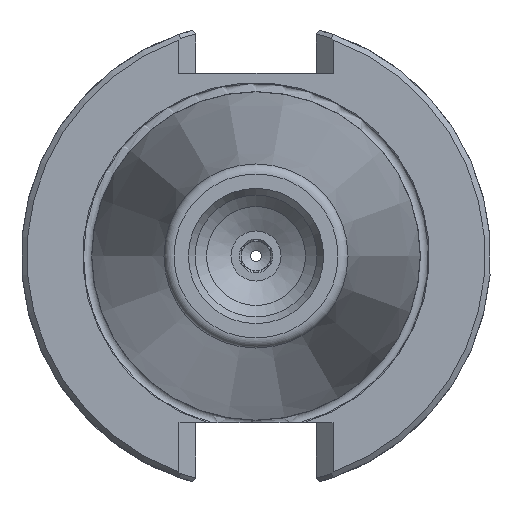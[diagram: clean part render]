
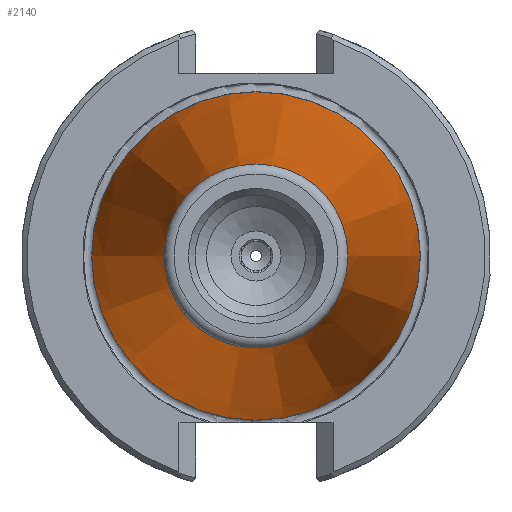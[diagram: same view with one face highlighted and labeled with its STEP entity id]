
A CAD part, left-side view. The second image highlights one B-rep face of the part: STEP entity #2140.
In plain terms, the highlighted conical face has half-angle 8.297 degrees and reference radius 17.248 mm.
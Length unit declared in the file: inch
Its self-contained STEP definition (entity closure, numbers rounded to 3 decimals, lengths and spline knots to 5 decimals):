
#107=CONICAL_SURFACE('',#2317,0.67904,8.297);
#464=FACE_BOUND('',#718,.T.);
#557=FACE_OUTER_BOUND('',#717,.T.);
#717=EDGE_LOOP('',(#1705));
#718=EDGE_LOOP('',(#1706));
#852=CIRCLE('',#2304,0.875);
#858=CIRCLE('',#2315,0.48982);
#1045=VERTEX_POINT('',#4218);
#1051=VERTEX_POINT('',#4235);
#1293=EDGE_CURVE('',#1045,#1045,#852,.T.);
#1299=EDGE_CURVE('',#1051,#1051,#858,.T.);
#1705=ORIENTED_EDGE('',*,*,#1293,.F.);
#1706=ORIENTED_EDGE('',*,*,#1299,.F.);
#2140=ADVANCED_FACE('',(#557,#464),#107,.T.);
#2304=AXIS2_PLACEMENT_3D('',#4219,#2698,#2699);
#2315=AXIS2_PLACEMENT_3D('',#4236,#2720,#2721);
#2317=AXIS2_PLACEMENT_3D('',#4238,#2724,#2725);
#2698=DIRECTION('center_axis',(1.,0.,0.));
#2699=DIRECTION('ref_axis',(0.,1.,0.));
#2720=DIRECTION('center_axis',(-1.,0.,0.));
#2721=DIRECTION('ref_axis',(0.,-1.,0.));
#2724=DIRECTION('center_axis',(1.,0.,0.));
#2725=DIRECTION('ref_axis',(0.,1.,0.));
#4218=CARTESIAN_POINT('',(0.,0.875,0.));
#4219=CARTESIAN_POINT('Origin',(0.,0.,0.));
#4235=CARTESIAN_POINT('',(-2.64129,0.48982,0.));
#4236=CARTESIAN_POINT('Origin',(-2.64129,0.,
0.));
#4238=CARTESIAN_POINT('Origin',(-1.34375,0.,0.));
